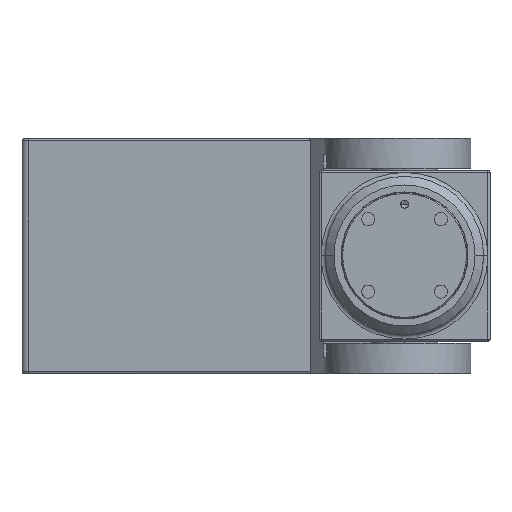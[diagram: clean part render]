
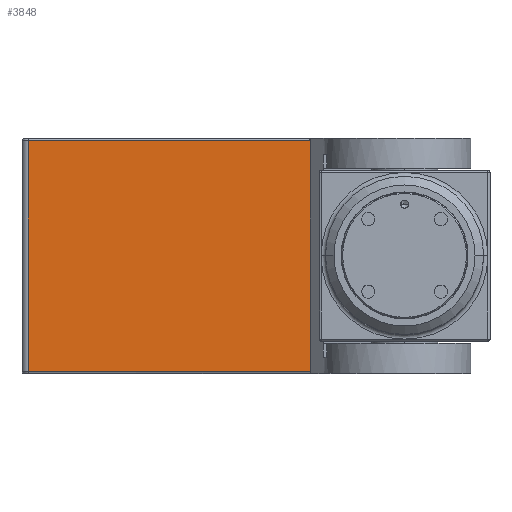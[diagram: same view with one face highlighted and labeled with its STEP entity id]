
A CAD part, top view. The second image highlights one B-rep face of the part: STEP entity #3848.
In plain terms, the highlighted planar face has unit normal (0, 0, 1).
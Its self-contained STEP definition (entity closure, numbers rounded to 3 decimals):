
#28 = CARTESIAN_POINT ( 'NONE',  ( -51., 27., -17.5 ) ) ;
#238 = EDGE_LOOP ( 'NONE', ( #16959, #12539, #13347, #21709 ) ) ;
#473 = CARTESIAN_POINT ( 'NONE',  ( -52.5, -27., -17.5 ) ) ;
#642 = EDGE_CURVE ( 'NONE', #3435, #10304, #2883, .T. ) ;
#1248 = CARTESIAN_POINT ( 'NONE',  ( 15., -27., -17.5 ) ) ;
#1311 = VERTEX_POINT ( 'NONE', #16291 ) ;
#2325 = DIRECTION ( 'NONE',  ( 0., -1., 0. ) ) ;
#2883 = LINE ( 'NONE', #473, #22302 ) ;
#3435 = VERTEX_POINT ( 'NONE', #19282 ) ;
#3542 = LINE ( 'NONE', #14198, #6509 ) ;
#3636 = VECTOR ( 'NONE', #13960, 1000. ) ;
#3848 = ADVANCED_FACE ( 'NONE', ( #12526 ), #20997, .F. ) ;
#4273 = EDGE_CURVE ( 'NONE', #16407, #1311, #22218, .T. ) ;
#5536 = DIRECTION ( 'NONE',  ( -1., 0., 0. ) ) ;
#6221 = EDGE_CURVE ( 'NONE', #1311, #3435, #7077, .T. ) ;
#6509 = VECTOR ( 'NONE', #17346, 1000. ) ;
#7077 = LINE ( 'NONE', #19532, #8143 ) ;
#7242 = EDGE_CURVE ( 'NONE', #16407, #10304, #3542, .T. ) ;
#8143 = VECTOR ( 'NONE', #2325, 1000. ) ;
#8928 = DIRECTION ( 'NONE',  ( 0., 0., -1. ) ) ;
#10304 = VERTEX_POINT ( 'NONE', #1248 ) ;
#12526 = FACE_OUTER_BOUND ( 'NONE', #238, .T. ) ;
#12528 = DIRECTION ( 'NONE',  ( 1., 0., 0. ) ) ;
#12539 = ORIENTED_EDGE ( 'NONE', *, *, #642, .T. ) ;
#13347 = ORIENTED_EDGE ( 'NONE', *, *, #7242, .F. ) ;
#13960 = DIRECTION ( 'NONE',  ( -1., 0., 0. ) ) ;
#14198 = CARTESIAN_POINT ( 'NONE',  ( 15., 27.5, -17.5 ) ) ;
#16147 = CARTESIAN_POINT ( 'NONE',  ( 15., 27., -17.5 ) ) ;
#16291 = CARTESIAN_POINT ( 'NONE',  ( -51., 27., -17.5 ) ) ;
#16407 = VERTEX_POINT ( 'NONE', #16147 ) ;
#16959 = ORIENTED_EDGE ( 'NONE', *, *, #6221, .T. ) ;
#17346 = DIRECTION ( 'NONE',  ( 0., -1., 0. ) ) ;
#19098 = AXIS2_PLACEMENT_3D ( 'NONE', #19119, #8928, #5536 ) ;
#19119 = CARTESIAN_POINT ( 'NONE',  ( -52.5, 27.5, -17.5 ) ) ;
#19282 = CARTESIAN_POINT ( 'NONE',  ( -51., -27., -17.5 ) ) ;
#19532 = CARTESIAN_POINT ( 'NONE',  ( -51., 27.5, -17.5 ) ) ;
#20997 = PLANE ( 'NONE',  #19098 ) ;
#21709 = ORIENTED_EDGE ( 'NONE', *, *, #4273, .T. ) ;
#22218 = LINE ( 'NONE', #28, #3636 ) ;
#22302 = VECTOR ( 'NONE', #12528, 1000. ) ;
